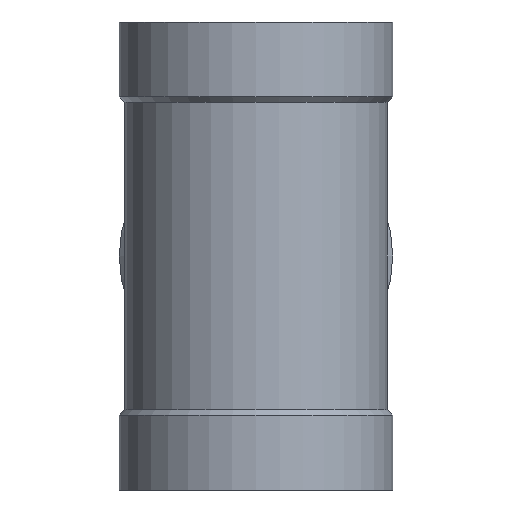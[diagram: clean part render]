
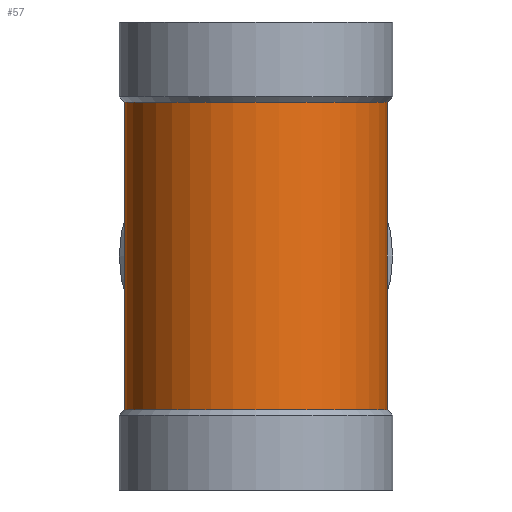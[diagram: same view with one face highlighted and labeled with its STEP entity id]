
A CAD part, left-side view. The second image highlights one B-rep face of the part: STEP entity #57.
In plain terms, the highlighted cylindrical face has radius 70 mm (diameter 140 mm), a full revolution.
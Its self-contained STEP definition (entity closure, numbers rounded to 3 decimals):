
#57 = ADVANCED_FACE( '', ( #126, #127, #128 ), #129, .T. );
#126 = FACE_OUTER_BOUND( '', #211, .T. );
#127 = FACE_BOUND( '', #212, .T. );
#128 = FACE_OUTER_BOUND( '', #213, .T. );
#129 = CYLINDRICAL_SURFACE( '', #214, 70. );
#211 = EDGE_LOOP( '', ( #305 ) );
#212 = EDGE_LOOP( '', ( #306, #307 ) );
#213 = EDGE_LOOP( '', ( #308 ) );
#214 = AXIS2_PLACEMENT_3D( '', #309, #310, #311 );
#305 = ORIENTED_EDGE( '', *, *, #401, .T. );
#306 = ORIENTED_EDGE( '', *, *, #394, .F. );
#307 = ORIENTED_EDGE( '', *, *, #395, .F. );
#308 = ORIENTED_EDGE( '', *, *, #385, .F. );
#309 = CARTESIAN_POINT( '', ( 0., 0., -125. ) );
#310 = DIRECTION( '', ( 0., 0., 1. ) );
#311 = DIRECTION( '', ( -1., 0., 0. ) );
#385 = EDGE_CURVE( '', #428, #428, #429, .T. );
#394 = EDGE_CURVE( '', #443, #444, #445, .T. );
#395 = EDGE_CURVE( '', #444, #443, #446, .F. );
#401 = EDGE_CURVE( '', #454, #454, #455, .T. );
#428 = VERTEX_POINT( '', #491 );
#429 = CIRCLE( '', #492, 70. );
#443 = VERTEX_POINT( '', #506 );
#444 = VERTEX_POINT( '', #507 );
#445 = ELLIPSE( '', #508, 98.995, 70. );
#446 = ELLIPSE( '', #509, 98.995, 70. );
#454 = VERTEX_POINT( '', #517 );
#455 = CIRCLE( '', #518, 70. );
#491 = CARTESIAN_POINT( '', ( -70., 0., -82. ) );
#492 = AXIS2_PLACEMENT_3D( '', #554, #555, #556 );
#506 = CARTESIAN_POINT( '', ( 0., 70., 0. ) );
#507 = CARTESIAN_POINT( '', ( 0., -70., 0. ) );
#508 = AXIS2_PLACEMENT_3D( '', #572, #573, #574 );
#509 = AXIS2_PLACEMENT_3D( '', #575, #576, #577 );
#517 = CARTESIAN_POINT( '', ( -70., 0., 82. ) );
#518 = AXIS2_PLACEMENT_3D( '', #584, #585, #586 );
#554 = CARTESIAN_POINT( '', ( 0., 0., -82. ) );
#555 = DIRECTION( '', ( 0., 0., -1. ) );
#556 = DIRECTION( '', ( -1., 0., 0. ) );
#572 = CARTESIAN_POINT( '', ( 0., 0., 0. ) );
#573 = DIRECTION( '', ( 0.707, 0., -0.707 ) );
#574 = DIRECTION( '', ( -0.707, 0., -0.707 ) );
#575 = CARTESIAN_POINT( '', ( 0., 0., 0. ) );
#576 = DIRECTION( '', ( -0.707, 0., -0.707 ) );
#577 = DIRECTION( '', ( 0.707, 0., -0.707 ) );
#584 = CARTESIAN_POINT( '', ( 0., 0., 82. ) );
#585 = DIRECTION( '', ( 0., 0., -1. ) );
#586 = DIRECTION( '', ( -1., 0., 0. ) );
